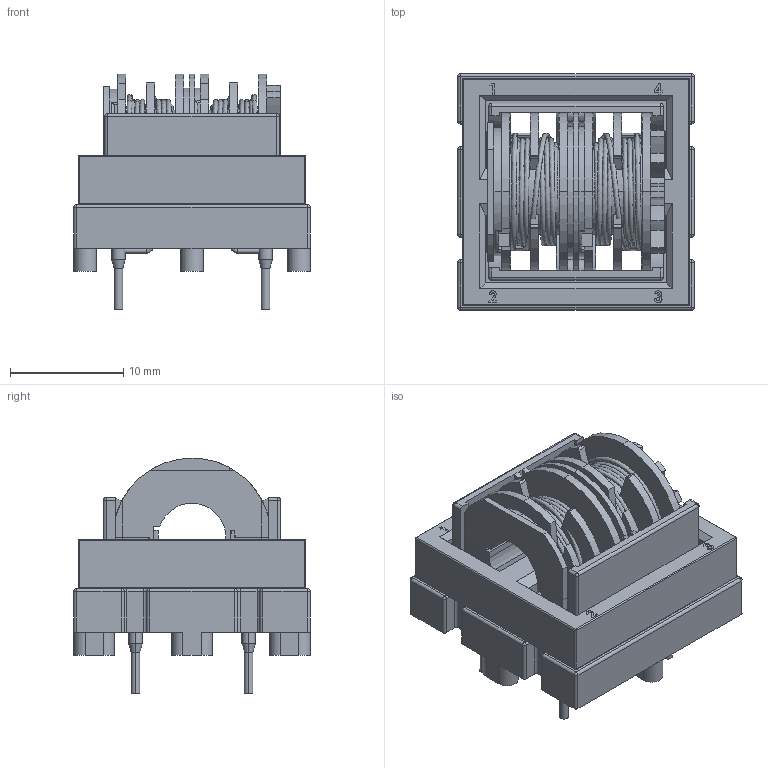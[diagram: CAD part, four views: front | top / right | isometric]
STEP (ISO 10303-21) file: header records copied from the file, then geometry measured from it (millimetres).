
FILE_DESCRIPTION (( 'STEP AP214' ), '1' );
FILE_NAME ('7448640395.STEP', '2022-10-14T13:33:56', ( '' ), ( '' ), 'SwSTEP 2.0', 'SolidWorks 2022', '' );
FILE_SCHEMA (( 'AUTOMOTIVE_DESIGN' ));
Length unit declared in the file: millimetre
Products named in the file (17): Wickelgehäuse_11; Wickelgehäuse_7; Wickelgehäuse_3; Wurth Logo; Wickelgehäuse_4; Wickelgehäuse_0,5; Wickelgehäuse_10; Wickelgehäuse_6; Wickelgehäuse_8; Wickelgehäuse_5; Wickelgehäuse_2; Ferrit; Wickelgehäuse_9; 7448640395; Wickelgehäuse; Beinchen; Gehäuse_3
Assembly tree (19 placements, depth 2):
  7448640395
    Ferrit
    Gehäuse_3
    Wickelgehäuse
    Wickelgehäuse_2
    Wickelgehäuse_3
    Wickelgehäuse_4
    Wickelgehäuse_5
    Wickelgehäuse_6
    Wickelgehäuse_7
    Wickelgehäuse_8
    Wickelgehäuse_9
    Wickelgehäuse_10
    Wickelgehäuse_11
    Wickelgehäuse_0,5
    Beinchen  x4
    Wurth Logo
Bounding box: 20.9 x 20.9 x 20.84 mm (x, y, z)
Volume: 3264.3 mm3; surface area: 6627.3 mm2
Topology: 42 solids, 54 shells, 1180 faces, 2942 edges, 1818 vertices
Faces by surface type: plane 560, cylinder 361, bspline 227, cone 16, sphere 16
Entity records: 40795 total; most frequent: CARTESIAN_POINT 14549, ORIENTED_EDGE 5240, DIRECTION 4640, EDGE_CURVE 2622, VERTEX_POINT 1668, AXIS2_PLACEMENT_3D 1563, LINE 1514, VECTOR 1514
